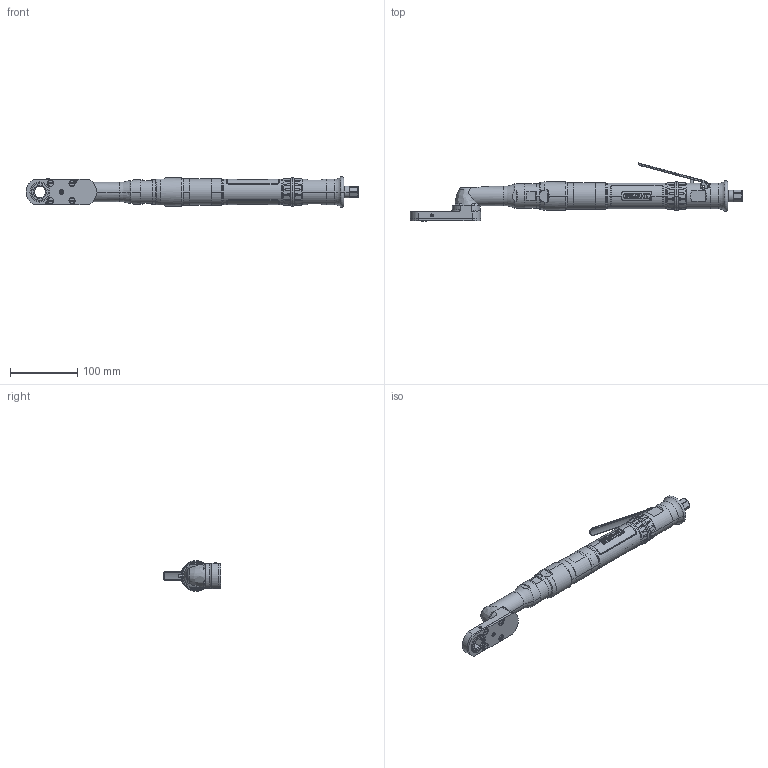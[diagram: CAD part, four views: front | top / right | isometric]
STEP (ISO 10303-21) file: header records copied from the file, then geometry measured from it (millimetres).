
FILE_DESCRIPTION((''),'2;1');
FILE_NAME('AA33LC29-31','2011-06-16T',('DMG0713'),(''),'PRO/ENGINEER BY PARAMETRIC TECHNOLOGY CORPORATION, 2009460','PRO/ENGINEER BY PARAMETRIC TECHNOLOGY CORPORATION, 2009460','');
FILE_SCHEMA(('CONFIG_CONTROL_DESIGN'));
Length unit declared in the file: inch
Products named in the file (1): AA33LC29-31
Bounding box: 492.13 x 85.96 x 45.42 mm (x, y, z)
Surface area: 125732.3 mm2 (no closed solid volume)
Topology: 0 solids, 182 shells, 616 faces, 2672 edges, 2135 vertices
Faces by surface type: cylinder 272, plane 168, bspline 72, cone 49, torus 38, sphere 11, extrusion 6
Entity records: 61706 total; most frequent: CARTESIAN_POINT 41866, DIRECTION 3807, ORIENTED_EDGE 3563, EDGE_CURVE 2651, VERTEX_POINT 2135, AXIS2_PLACEMENT_3D 1483, CIRCLE 945, B_SPLINE_CURVE_WITH_KNOTS 877
